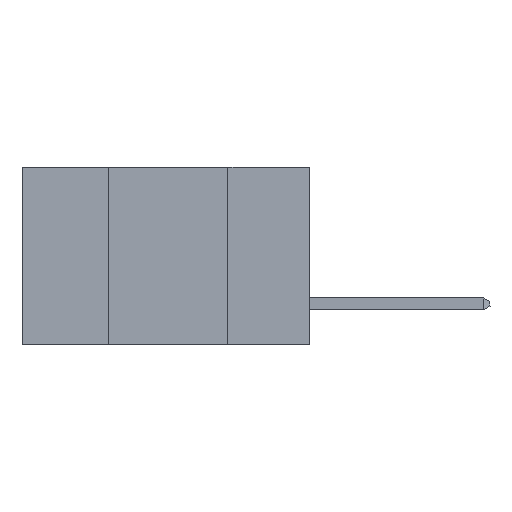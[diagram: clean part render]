
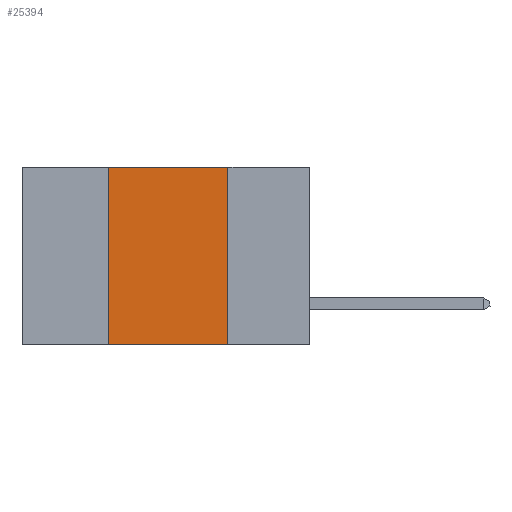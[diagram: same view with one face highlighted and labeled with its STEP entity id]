
A CAD part, left-side view. The second image highlights one B-rep face of the part: STEP entity #25394.
In plain terms, the highlighted planar face has unit normal (-1, 0, 0).
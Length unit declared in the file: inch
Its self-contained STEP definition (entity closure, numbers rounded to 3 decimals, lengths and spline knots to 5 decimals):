
#337 = CARTESIAN_POINT ( 'NONE',  ( 0., 0.42, 0. ) ) ;
#441 = DIRECTION ( 'NONE',  ( 0., 0., -1. ) ) ;
#575 = CARTESIAN_POINT ( 'NONE',  ( 0., 0.6, -0.37 ) ) ;
#646 = CARTESIAN_POINT ( 'NONE',  ( 0., 0.17, -0.37 ) ) ;
#998 = LINE ( 'NONE', #11542, #5800 ) ;
#3335 = EDGE_LOOP ( 'NONE', ( #27506, #16152, #28873, #29573 ) ) ;
#3514 = LINE ( 'NONE', #575, #27371 ) ;
#5425 = EDGE_CURVE ( 'NONE', #9699, #14966, #998, .T. ) ;
#5800 = VECTOR ( 'NONE', #18569, 39.37008 ) ;
#7305 = CARTESIAN_POINT ( 'NONE',  ( 0., 0.42, -0.37 ) ) ;
#7464 = PLANE ( 'NONE',  #23340 ) ;
#9573 = VECTOR ( 'NONE', #19103, 39.37008 ) ;
#9699 = VERTEX_POINT ( 'NONE', #23808 ) ;
#11503 = LINE ( 'NONE', #11956, #12209 ) ;
#11542 = CARTESIAN_POINT ( 'NONE',  ( 0., 0.17, 0. ) ) ;
#11956 = CARTESIAN_POINT ( 'NONE',  ( 0., 0.6, 0. ) ) ;
#12209 = VECTOR ( 'NONE', #27937, 39.37008 ) ;
#14035 = EDGE_CURVE ( 'NONE', #21841, #14966, #3514, .T. ) ;
#14548 = DIRECTION ( 'NONE',  ( 1., 0., 0. ) ) ;
#14966 = VERTEX_POINT ( 'NONE', #646 ) ;
#16152 = ORIENTED_EDGE ( 'NONE', *, *, #19756, .F. ) ;
#18569 = DIRECTION ( 'NONE',  ( 0., 0., -1. ) ) ;
#19103 = DIRECTION ( 'NONE',  ( 0., 0., 1. ) ) ;
#19348 = DIRECTION ( 'NONE',  ( 0., -1., 0. ) ) ;
#19756 = EDGE_CURVE ( 'NONE', #22623, #9699, #11503, .T. ) ;
#21437 = CARTESIAN_POINT ( 'NONE',  ( 0., 0.6, 0. ) ) ;
#21729 = CARTESIAN_POINT ( 'NONE',  ( 0., 0.42, 0. ) ) ;
#21841 = VERTEX_POINT ( 'NONE', #7305 ) ;
#22623 = VERTEX_POINT ( 'NONE', #21729 ) ;
#23340 = AXIS2_PLACEMENT_3D ( 'NONE', #21437, #14548, #441 ) ;
#23808 = CARTESIAN_POINT ( 'NONE',  ( 0., 0.17, 0. ) ) ;
#25394 = ADVANCED_FACE ( 'NONE', ( #27183 ), #7464, .F. ) ;
#26450 = EDGE_CURVE ( 'NONE', #21841, #22623, #28518, .T. ) ;
#27183 = FACE_OUTER_BOUND ( 'NONE', #3335, .T. ) ;
#27371 = VECTOR ( 'NONE', #19348, 39.37008 ) ;
#27506 = ORIENTED_EDGE ( 'NONE', *, *, #5425, .F. ) ;
#27937 = DIRECTION ( 'NONE',  ( 0., -1., 0. ) ) ;
#28518 = LINE ( 'NONE', #337, #9573 ) ;
#28873 = ORIENTED_EDGE ( 'NONE', *, *, #26450, .F. ) ;
#29573 = ORIENTED_EDGE ( 'NONE', *, *, #14035, .T. ) ;
